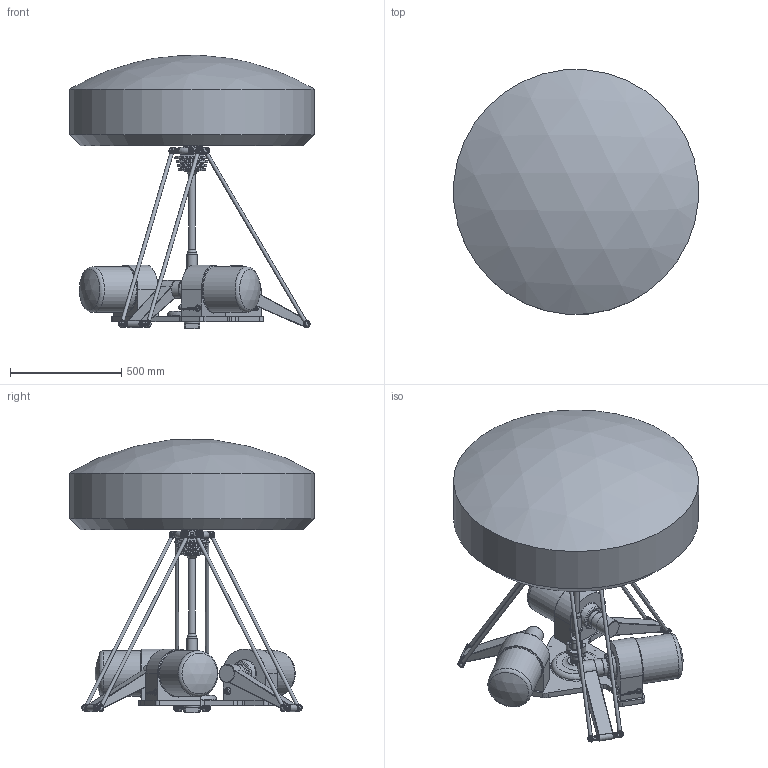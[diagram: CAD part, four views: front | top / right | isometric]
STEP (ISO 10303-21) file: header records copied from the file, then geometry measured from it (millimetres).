
FILE_DESCRIPTION(/* description */ (''),/* implementation_level */ '2;1');
FILE_NAME(/* name */ '3D-model_A_00032-02-Ti.stp',/* time_stamp */ '2022-06-17T09:34:24+02:00',/* author */ ('michael.schutter'),/* organization */ ('Majatronic'),/* preprocessor_version */ 'ST-DEVELOPER v16.5',/* originating_system */ 'Autodesk Inventor 2017',/* authorisation */ '');
FILE_SCHEMA (('AUTOMOTIVE_DESIGN { 1 0 10303 214 3 1 1 }'));
Length unit declared in the file: millimetre
Products named in the file (14): MT_BGR00020465MT_BGR; MT_WST00064702MT_WST; MT_WST00064703MT_WST; MT_WST00059664MT_WST; MT_WST00060721MT_WST; MT_WST00059665MT_WST; MT_WST00056879MT_WST; MT_WST00064706MT_WST; MT_WST00064708MT_WST; MT_WST00064709MT_WST; MT_WST00064929MT_WST; MT_WST00056878MT_WST; MT_WST00065368MT_WST; MT_WST00064719MT_WST
Assembly tree (27 placements, depth 2):
  MT_BGR00020465MT_BGR
    MT_WST00064702MT_WST
    MT_WST00064703MT_WST  x3
    MT_WST00064709MT_WST  x6
    MT_WST00060721MT_WST  x6
    MT_WST00059664MT_WST
    MT_WST00059665MT_WST
    MT_WST00056879MT_WST
    MT_WST00064706MT_WST
    MT_WST00064708MT_WST
    MT_WST00064929MT_WST  x3
    MT_WST00056878MT_WST
    MT_WST00065368MT_WST
    MT_WST00064719MT_WST
Bounding box: 1096.93 x 1096.93 x 1224.99 mm (x, y, z)
Volume: 361413596.3 mm3; surface area: 5329766.9 mm2
Topology: 27 solids, 60 shells, 2595 faces, 6262 edges, 3984 vertices
Faces by surface type: plane 991, cylinder 757, torus 361, bspline 308, cone 156, sphere 22
Full cylindrical faces by diameter (mm): 4.134 x4, 4.917 x4, 6 x13, 7 x8, 7.5 x6, 8 x24, 8.376 x33, 9 x19, 10 x15, 11 x12, 12 x6, 14 x14, 16 x20, 17 x6, 19.7 x1, 20 x8, 22 x34, 24 x4, 25 x1, 26 x6, 27 x7, 28 x7, 30 x2, 40 x1, 41 x1, 43 x1, 45 x4, 48 x1, 55.4 x1, 56 x4
Entity records: 38986 total; most frequent: CARTESIAN_POINT 11278, DIRECTION 5729, ORIENTED_EDGE 4928, EDGE_CURVE 2464, AXIS2_PLACEMENT_3D 2362, EDGE_LOOP 1816, VERTEX_POINT 1756, ADVANCED_FACE 1231
